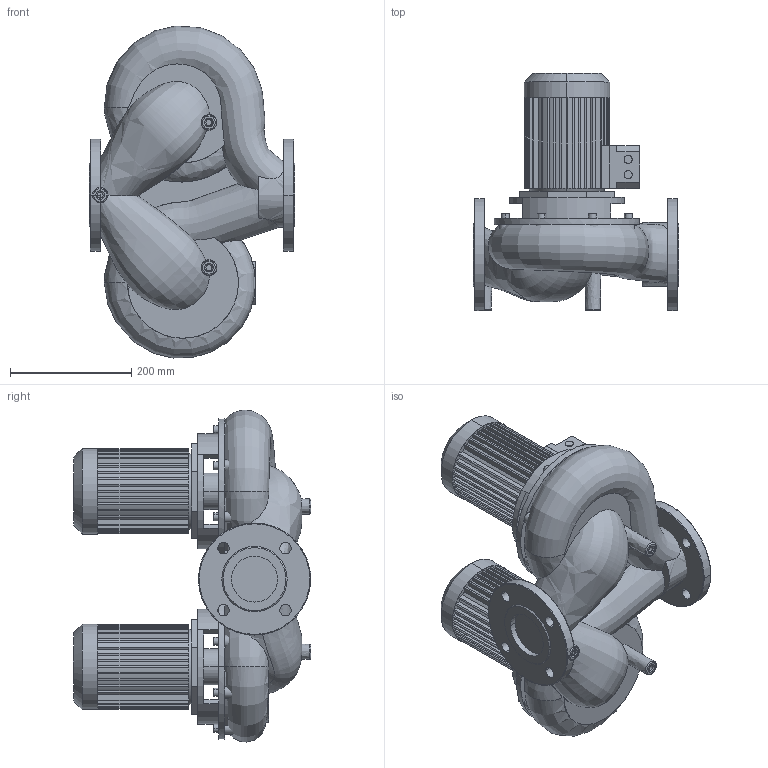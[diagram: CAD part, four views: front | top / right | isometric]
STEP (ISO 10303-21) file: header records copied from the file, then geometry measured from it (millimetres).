
FILE_DESCRIPTION((''),'2;1');
FILE_NAME('3d_DPL65_120-0_37_4-2133206.stp','2016-08-24T10:59:43',(''),(''),'Mechanical Desktop 2009','Mechanical Desktop 2009',', , ');
FILE_SCHEMA(('CONFIG_CONTROL_DESIGN'));
Length unit declared in the file: millimetre
Products named in the file (1): Product
Bounding box: 340 x 392.69 x 548.73 mm (x, y, z)
Volume: 22962339.5 mm3; surface area: 1395866.4 mm2
Topology: 17 solids, 17 shells, 901 faces, 2310 edges, 1490 vertices
Faces by surface type: plane 438, bspline 229, cylinder 220, cone 10, torus 4
Entity records: 46826 total; most frequent: CARTESIAN_POINT 25204, ORIENTED_EDGE 4612, DIRECTION 4280, EDGE_CURVE 2306, VERTEX_POINT 1488, AXIS2_PLACEMENT_3D 1461, VECTOR 1358, LINE 1358
